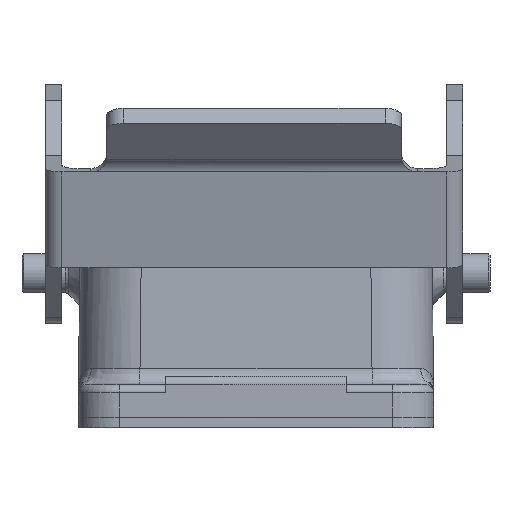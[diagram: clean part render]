
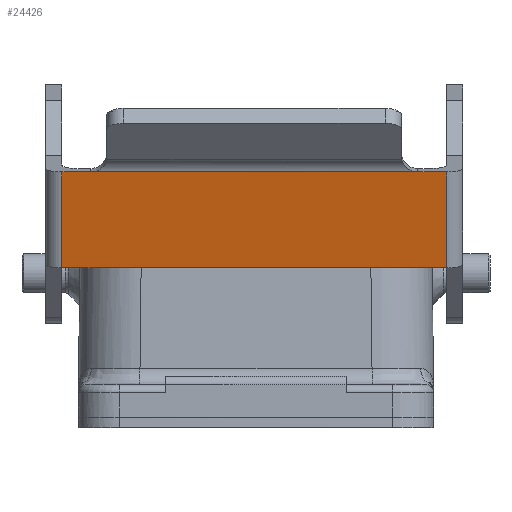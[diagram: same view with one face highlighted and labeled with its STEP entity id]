
A CAD part, left-side view. The second image highlights one B-rep face of the part: STEP entity #24426.
In plain terms, the highlighted face is planar.
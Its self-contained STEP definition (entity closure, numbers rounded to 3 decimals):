
#24284=CARTESIAN_POINT('',(27.125,6.684,-47.));
#24285=VERTEX_POINT('',#24284);
#24303=CARTESIAN_POINT('',(27.125,18.684,-47.));
#24304=VERTEX_POINT('',#24303);
#24312=CARTESIAN_POINT('',(27.125,18.684,-47.));
#24313=DIRECTION('',(0.0,-1.0,0.0));
#24314=VECTOR('',#24313,12.);
#24315=LINE('',#24312,#24314);
#24316=EDGE_CURVE('',#24304,#24285,#24315,.T.);
#24327=CARTESIAN_POINT('',(27.125,6.684,0.0));
#24328=VERTEX_POINT('',#24327);
#24329=CARTESIAN_POINT('',(27.125,6.684,-47.));
#24330=DIRECTION('',(0.0,0.0,1.0));
#24331=VECTOR('',#24330,47.);
#24332=LINE('',#24329,#24331);
#24333=EDGE_CURVE('',#24285,#24328,#24332,.T.);
#24387=CARTESIAN_POINT('',(27.125,12.684,-23.5));
#24388=DIRECTION('',(1.0,0.0,0.0));
#24389=DIRECTION('',(0.0,0.0,-1.0));
#24390=AXIS2_PLACEMENT_3D('',#24387,#24388,#24389);
#24391=PLANE('',#24390);
#24392=ORIENTED_EDGE('',*,*,#24316,.F.);
#24393=CARTESIAN_POINT('',(27.125,18.684,-43.5));
#24394=VERTEX_POINT('',#24393);
#24395=CARTESIAN_POINT('',(27.125,18.684,-43.5));
#24396=DIRECTION('',(0.0,0.0,-1.0));
#24397=VECTOR('',#24396,3.5);
#24398=LINE('',#24395,#24397);
#24399=EDGE_CURVE('',#24394,#24304,#24398,.T.);
#24400=ORIENTED_EDGE('',*,*,#24399,.F.);
#24401=CARTESIAN_POINT('',(27.125,18.684,-3.5));
#24402=VERTEX_POINT('',#24401);
#24403=CARTESIAN_POINT('',(27.125,18.684,-3.5));
#24404=DIRECTION('',(0.0,0.0,-1.0));
#24405=VECTOR('',#24404,40.);
#24406=LINE('',#24403,#24405);
#24407=EDGE_CURVE('',#24402,#24394,#24406,.T.);
#24408=ORIENTED_EDGE('',*,*,#24407,.F.);
#24409=CARTESIAN_POINT('',(27.125,18.684,0.0));
#24410=VERTEX_POINT('',#24409);
#24411=CARTESIAN_POINT('',(27.125,18.684,0.0));
#24412=DIRECTION('',(0.0,0.0,-1.0));
#24413=VECTOR('',#24412,3.5);
#24414=LINE('',#24411,#24413);
#24415=EDGE_CURVE('',#24410,#24402,#24414,.T.);
#24416=ORIENTED_EDGE('',*,*,#24415,.F.);
#24417=CARTESIAN_POINT('',(27.125,6.684,0.0));
#24418=DIRECTION('',(0.0,1.0,0.0));
#24419=VECTOR('',#24418,12.);
#24420=LINE('',#24417,#24419);
#24421=EDGE_CURVE('',#24328,#24410,#24420,.T.);
#24422=ORIENTED_EDGE('',*,*,#24421,.F.);
#24423=ORIENTED_EDGE('',*,*,#24333,.F.);
#24424=EDGE_LOOP('',(#24392,#24400,#24408,#24416,#24422,#24423));
#24425=FACE_OUTER_BOUND('',#24424,.T.);
#24426=ADVANCED_FACE('',(#24425),#24391,.T.);
